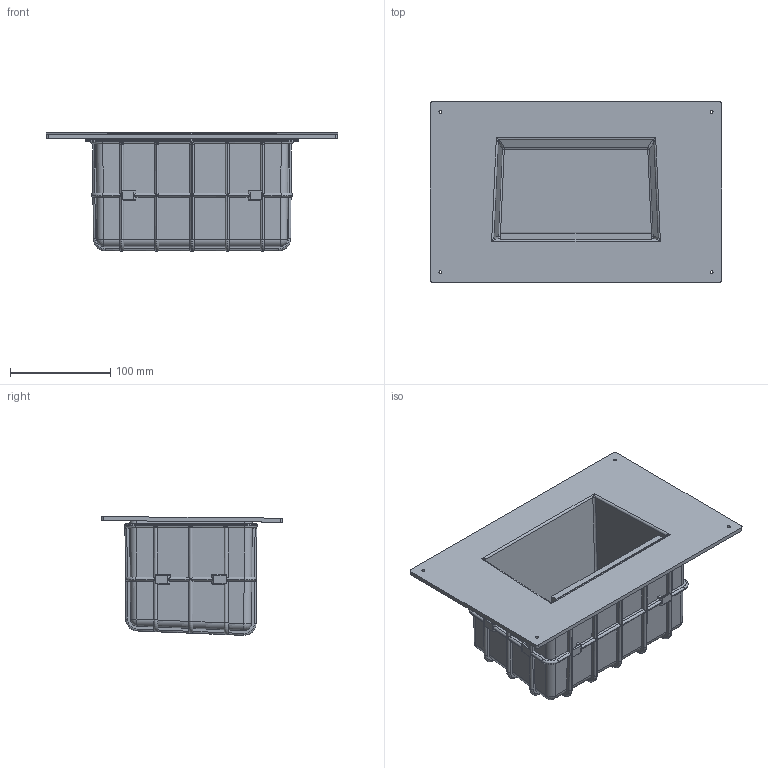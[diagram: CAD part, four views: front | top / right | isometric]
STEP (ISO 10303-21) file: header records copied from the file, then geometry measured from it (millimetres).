
FILE_DESCRIPTION(/* description */ (''),/* implementation_level */ '2;1');
FILE_NAME(/* name */ 'IC Box 100 SRU.stp',/* time_stamp */ '2022-09-01T11:36:39+02:00',/* author */ ('Bruker'),/* organization */ (''),/* preprocessor_version */ 'ST-DEVELOPER v18.1',/* originating_system */ 'Autodesk Inventor 2021',/* authorisation */ '');
FILE_SCHEMA (('AUTOMOTIVE_DESIGN { 1 0 10303 214 3 1 1 }'));
Products named in the file (4): IC BOX SRU m gummiboks; IC Box 100; Gummiboks ny med endring; stålplate til IC 100 SRU box
Assembly tree (3 placements, depth 2):
  IC BOX SRU m gummiboks
    IC Box 100
    Gummiboks ny med endring
    stålplate til IC 100 SRU box
Bounding box: 290 x 180.03 x 118.36 mm (x, y, z)
Volume: 940073.6 mm3; surface area: 444000.2 mm2
Topology: 3 solids, 3 shells, 1577 faces, 4294 edges, 2719 vertices
Faces by surface type: plane 612, cylinder 533, bspline 298, torus 106, sphere 16, cone 12
Full cylindrical faces by diameter (mm): 0.499 x1, 3 x8
Entity records: 67873 total; most frequent: CARTESIAN_POINT 29318, ORIENTED_EDGE 8516, DIRECTION 7438, EDGE_CURVE 4258, VERTEX_POINT 2719, AXIS2_PLACEMENT_3D 2609, LINE 2220, VECTOR 2220
